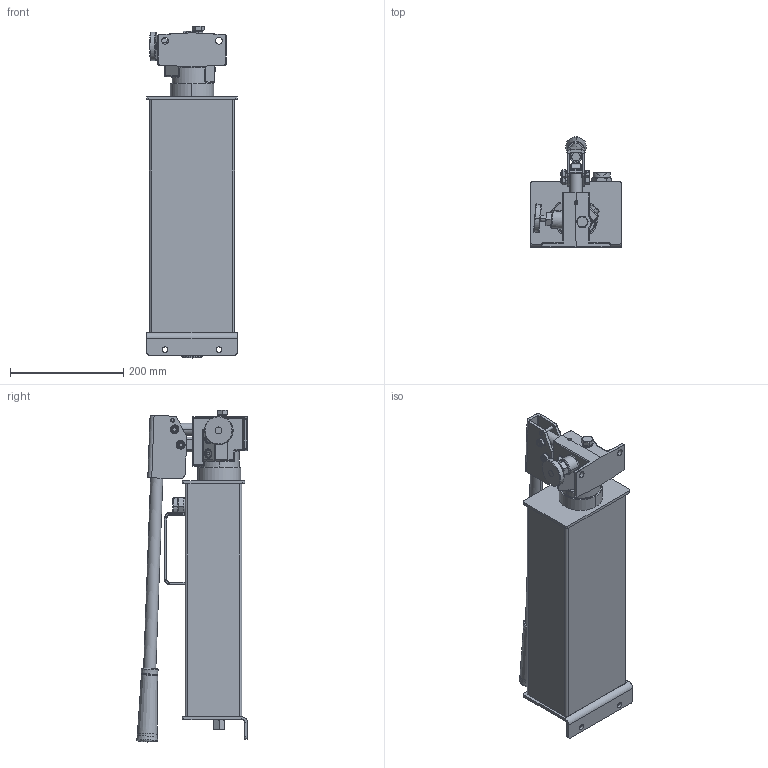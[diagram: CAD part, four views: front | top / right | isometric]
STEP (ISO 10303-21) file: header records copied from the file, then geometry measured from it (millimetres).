
FILE_DESCRIPTION (( 'STEP AP214' ), '1' );
FILE_NAME ('H2813.STEP', '2016-03-30T03:04:18', ( '' ), ( '' ), 'SwSTEP 2.0', 'SolidWorks 2015', '' );
FILE_SCHEMA (( 'AUTOMOTIVE_DESIGN' ));
Length unit declared in the file: millimetre
Products named in the file (1): H2813
Bounding box: 160 x 195.38 x 585.64 mm (x, y, z)
Volume: 1641719.2 mm3; surface area: 741177.3 mm2
Topology: 37 solids, 37 shells, 1272 faces, 2871 edges, 1696 vertices
Faces by surface type: cylinder 464, plane 334, cone 313, bspline 64, torus 62, sphere 35
Entity records: 54272 total; most frequent: CARTESIAN_POINT 11770, DIRECTION 6111, ORIENTED_EDGE 5670, EDGE_CURVE 2835, AXIS2_PLACEMENT_3D 2504, VERTEX_POINT 1696, EDGE_LOOP 1417, UNCERTAINTY_MEASURE_WITH_UNIT 1311
